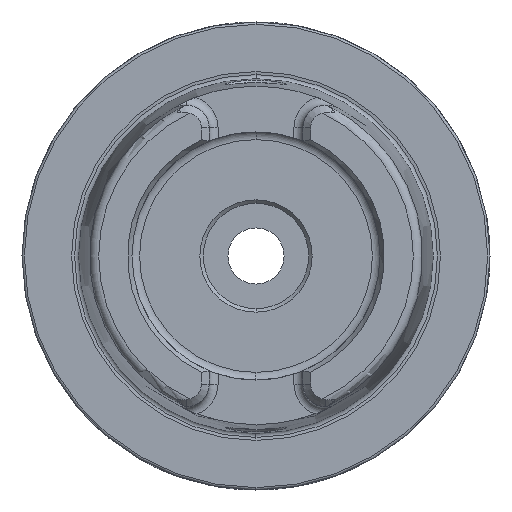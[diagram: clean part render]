
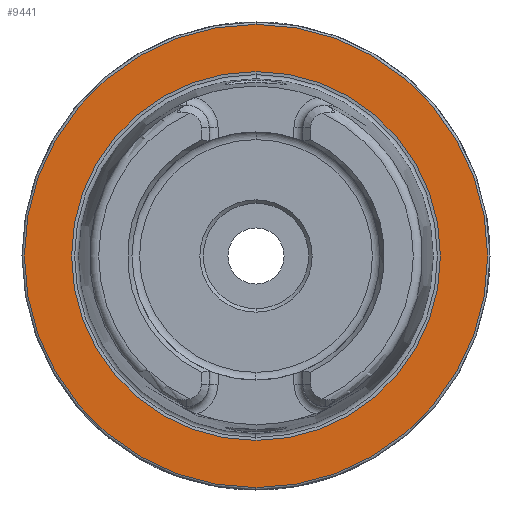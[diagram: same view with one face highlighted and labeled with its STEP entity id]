
A CAD part, left-side view. The second image highlights one B-rep face of the part: STEP entity #9441.
In plain terms, the highlighted planar face has unit normal (-1, 0, 0).
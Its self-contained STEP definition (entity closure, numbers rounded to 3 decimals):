
#55 = CARTESIAN_POINT ( 'NONE',  ( 0., 0., -39.405 ) ) ;
#57 = CARTESIAN_POINT ( 'NONE',  ( 0., 0., 39.405 ) ) ;
#60 = CARTESIAN_POINT ( 'NONE',  ( 0., 0., 49.5 ) ) ;
#61 = CARTESIAN_POINT ( 'NONE',  ( 0., 0., -49.5 ) ) ;
#203 = VERTEX_POINT ( 'NONE', #55 ) ;
#205 = VERTEX_POINT ( 'NONE', #57 ) ;
#208 = VERTEX_POINT ( 'NONE', #60 ) ;
#209 = VERTEX_POINT ( 'NONE', #61 ) ;
#5905 = CARTESIAN_POINT ( 'NONE',  ( 0., 0., 0. ) ) ;
#5906 = DIRECTION ( 'NONE',  ( -1., 0., 0. ) ) ;
#5907 = DIRECTION ( 'NONE',  ( 0., 0., 1. ) ) ;
#5980 = AXIS2_PLACEMENT_3D ( 'NONE', #5905, #5906, #5907 ) ;
#6013 = AXIS2_PLACEMENT_3D ( 'NONE', #6806, #6807, #6808 ) ;
#6014 = AXIS2_PLACEMENT_3D ( 'NONE', #6810, #6811, #6812 ) ;
#6112 = CIRCLE ( 'NONE', #5980, 49.5 ) ;
#6187 = CIRCLE ( 'NONE', #6013, 49.5 ) ;
#6188 = CIRCLE ( 'NONE', #6014, 39.405 ) ;
#6275 = FACE_BOUND ( 'NONE', #9183, .T. ) ;
#6279 = FACE_OUTER_BOUND ( 'NONE', #9182, .T. ) ;
#6806 = CARTESIAN_POINT ( 'NONE',  ( 0., 0., 0. ) ) ;
#6807 = DIRECTION ( 'NONE',  ( -1., 0., 0. ) ) ;
#6808 = DIRECTION ( 'NONE',  ( 0., 0., 1. ) ) ;
#6810 = CARTESIAN_POINT ( 'NONE',  ( 0., 0., 0. ) ) ;
#6811 = DIRECTION ( 'NONE',  ( -1., 0., 0. ) ) ;
#6812 = DIRECTION ( 'NONE',  ( 0., 0., 1. ) ) ;
#7136 = PLANE ( 'NONE',  #7225 ) ;
#7138 = CARTESIAN_POINT ( 'NONE',  ( 0., 49.5, 0. ) ) ;
#7143 = DIRECTION ( 'NONE',  ( 1., 0., 0. ) ) ;
#7144 = DIRECTION ( 'NONE',  ( 0., 0., -1. ) ) ;
#7225 = AXIS2_PLACEMENT_3D ( 'NONE', #7138, #7143, #7144 ) ;
#7919 = CIRCLE ( 'NONE', #8022, 39.405 ) ;
#8022 = AXIS2_PLACEMENT_3D ( 'NONE', #8240, #8241, #8242 ) ;
#8240 = CARTESIAN_POINT ( 'NONE',  ( 0., 0., 0. ) ) ;
#8241 = DIRECTION ( 'NONE',  ( -1., 0., 0. ) ) ;
#8242 = DIRECTION ( 'NONE',  ( 0., 0., 1. ) ) ;
#8914 = ORIENTED_EDGE ( 'NONE', *, *, #9285, .F. ) ;
#8915 = ORIENTED_EDGE ( 'NONE', *, *, #10296, .F. ) ;
#8916 = ORIENTED_EDGE ( 'NONE', *, *, #9214, .T. ) ;
#8917 = ORIENTED_EDGE ( 'NONE', *, *, #9284, .T. ) ;
#9182 = EDGE_LOOP ( 'NONE', ( #8916, #8917 ) ) ;
#9183 = EDGE_LOOP ( 'NONE', ( #8914, #8915 ) ) ;
#9214 = EDGE_CURVE ( 'NONE', #208, #209, #6112, .T. ) ;
#9284 = EDGE_CURVE ( 'NONE', #209, #208, #6187, .T. ) ;
#9285 = EDGE_CURVE ( 'NONE', #205, #203, #6188, .T. ) ;
#9441 = ADVANCED_FACE ( 'NONE', ( #6275, #6279 ), #7136, .F. ) ;
#10296 = EDGE_CURVE ( 'NONE', #203, #205, #7919, .T. ) ;
